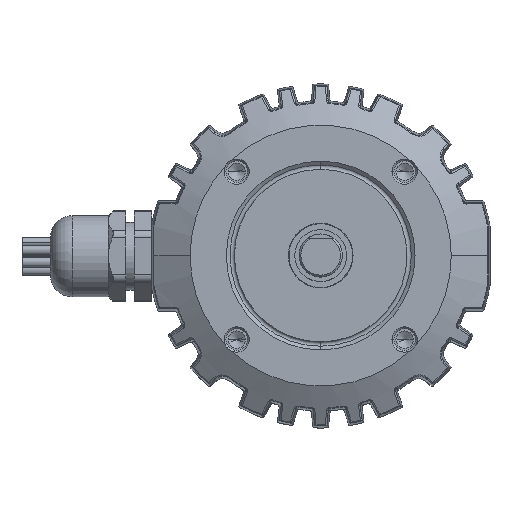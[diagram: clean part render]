
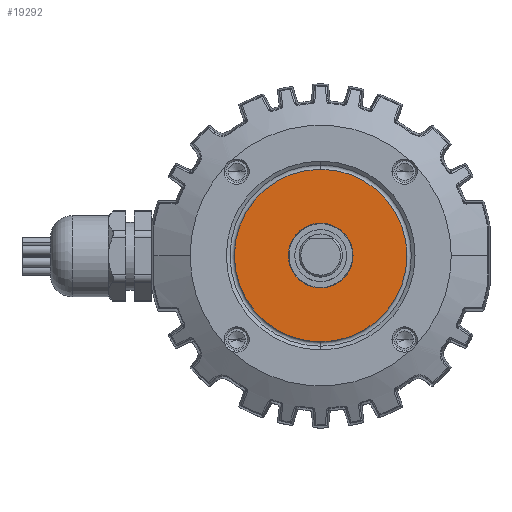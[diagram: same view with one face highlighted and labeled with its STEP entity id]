
A CAD part, top view. The second image highlights one B-rep face of the part: STEP entity #19292.
In plain terms, the highlighted planar face has unit normal (0, 0, 1).
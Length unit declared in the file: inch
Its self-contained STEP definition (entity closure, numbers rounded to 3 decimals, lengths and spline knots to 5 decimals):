
#458 = ORIENTED_EDGE ( 'NONE', *, *, #35238, .T. ) ;
#1115 = ORIENTED_EDGE ( 'NONE', *, *, #34430, .F. ) ;
#1187 = ORIENTED_EDGE ( 'NONE', *, *, #10286, .F. ) ;
#1268 = ORIENTED_EDGE ( 'NONE', *, *, #10453, .T. ) ;
#1407 = CARTESIAN_POINT ( 'NONE',  ( 0., 0., 1.433 ) ) ;
#1444 = DIRECTION ( 'NONE',  ( 0., 0., -1. ) ) ;
#1449 = DIRECTION ( 'NONE',  ( 0., 1., 0. ) ) ;
#5991 = AXIS2_PLACEMENT_3D ( 'NONE', #33234, #33242, #33243 ) ;
#7174 = AXIS2_PLACEMENT_3D ( 'NONE', #50497, #50498, #50500 ) ;
#7440 = AXIS2_PLACEMENT_3D ( 'NONE', #47594, #47595, #47596 ) ;
#10286 = EDGE_CURVE ( 'NONE', #43798, #43863, #52469, .T. ) ;
#10453 = EDGE_CURVE ( 'NONE', #32174, #30776, #52501, .T. ) ;
#10707 = CARTESIAN_POINT ( 'NONE',  ( 0., -0.99925, 1.433 ) ) ;
#10761 = CARTESIAN_POINT ( 'NONE',  ( 0., 0.99925, 1.433 ) ) ;
#11646 = CIRCLE ( 'NONE', #7174, 0.99925 ) ;
#11999 = CIRCLE ( 'NONE', #7440, 0.375 ) ;
#17311 = AXIS2_PLACEMENT_3D ( 'NONE', #1407, #1444, #1449 ) ;
#19292 = ADVANCED_FACE ( 'NONE', ( #23735, #23747 ), #33240, .T. ) ;
#21244 = AXIS2_PLACEMENT_3D ( 'NONE', #45918, #45917, #45916 ) ;
#23735 = FACE_OUTER_BOUND ( 'NONE', #37283, .T. ) ;
#23747 = FACE_BOUND ( 'NONE', #37274, .T. ) ;
#28882 = CARTESIAN_POINT ( 'NONE',  ( 0., 0.375, 1.433 ) ) ;
#30776 = VERTEX_POINT ( 'NONE', #28882 ) ;
#32174 = VERTEX_POINT ( 'NONE', #44563 ) ;
#33234 = CARTESIAN_POINT ( 'NONE',  ( 0., 0., 1.433 ) ) ;
#33240 = PLANE ( 'NONE',  #5991 ) ;
#33242 = DIRECTION ( 'NONE',  ( 0., 0., 1. ) ) ;
#33243 = DIRECTION ( 'NONE',  ( 1., 0., 0. ) ) ;
#34430 = EDGE_CURVE ( 'NONE', #43863, #43798, #11646, .T. ) ;
#35238 = EDGE_CURVE ( 'NONE', #30776, #32174, #11999, .T. ) ;
#37274 = EDGE_LOOP ( 'NONE', ( #458, #1268 ) ) ;
#37283 = EDGE_LOOP ( 'NONE', ( #1115, #1187 ) ) ;
#43798 = VERTEX_POINT ( 'NONE', #10707 ) ;
#43863 = VERTEX_POINT ( 'NONE', #10761 ) ;
#44563 = CARTESIAN_POINT ( 'NONE',  ( 0., -0.375, 1.433 ) ) ;
#45916 = DIRECTION ( 'NONE',  ( 0., 1., 0. ) ) ;
#45917 = DIRECTION ( 'NONE',  ( 0., 0., -1. ) ) ;
#45918 = CARTESIAN_POINT ( 'NONE',  ( 0., 0., 1.433 ) ) ;
#47594 = CARTESIAN_POINT ( 'NONE',  ( 0., 0., 1.433 ) ) ;
#47595 = DIRECTION ( 'NONE',  ( 0., 0., -1. ) ) ;
#47596 = DIRECTION ( 'NONE',  ( 0., 1., 0. ) ) ;
#50497 = CARTESIAN_POINT ( 'NONE',  ( 0., 0., 1.433 ) ) ;
#50498 = DIRECTION ( 'NONE',  ( 0., 0., -1. ) ) ;
#50500 = DIRECTION ( 'NONE',  ( 0., 1., 0. ) ) ;
#52469 = CIRCLE ( 'NONE', #21244, 0.99925 ) ;
#52501 = CIRCLE ( 'NONE', #17311, 0.375 ) ;
